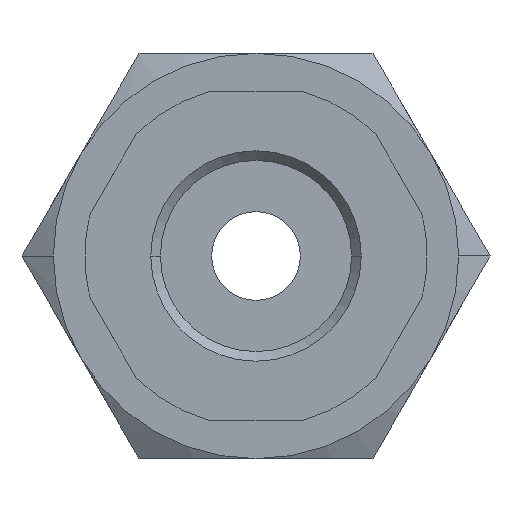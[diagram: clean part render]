
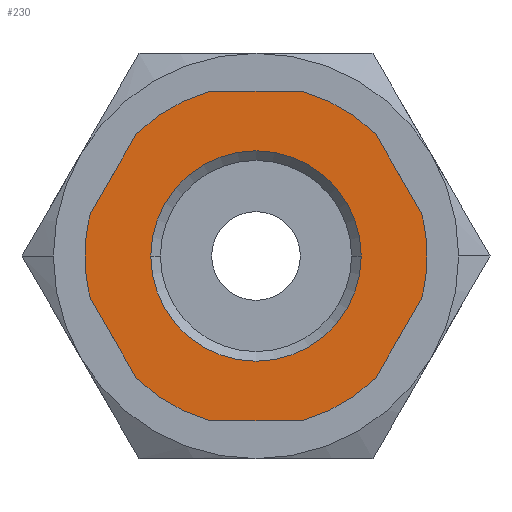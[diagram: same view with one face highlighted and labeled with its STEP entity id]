
A CAD part, front view. The second image highlights one B-rep face of the part: STEP entity #230.
In plain terms, the highlighted planar face has unit normal (0, -1, 0).
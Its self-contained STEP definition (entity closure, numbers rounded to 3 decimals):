
#230=ADVANCED_FACE('',(#465,#466),#467,.T.);
#465=FACE_BOUND('',#696,.T.);
#466=FACE_OUTER_BOUND('',#697,.T.);
#467=PLANE('',#698);
#696=EDGE_LOOP('',(#1266,#1267));
#697=EDGE_LOOP('',(#1268,#1269,#1270,#1271,#1272,#1273,#1274,#1275,#1276,#1277,#1278,#1279,#1280,#1281));
#698=AXIS2_PLACEMENT_3D('',#1282,#1283,#1284);
#1266=ORIENTED_EDGE('',*,*,#1427,.T.);
#1267=ORIENTED_EDGE('',*,*,#1544,.T.);
#1268=ORIENTED_EDGE('',*,*,#1495,.T.);
#1269=ORIENTED_EDGE('',*,*,#1466,.F.);
#1270=ORIENTED_EDGE('',*,*,#1539,.T.);
#1271=ORIENTED_EDGE('',*,*,#1334,.F.);
#1272=ORIENTED_EDGE('',*,*,#1478,.T.);
#1273=ORIENTED_EDGE('',*,*,#1528,.F.);
#1274=ORIENTED_EDGE('',*,*,#1366,.F.);
#1275=ORIENTED_EDGE('',*,*,#1488,.T.);
#1276=ORIENTED_EDGE('',*,*,#1513,.F.);
#1277=ORIENTED_EDGE('',*,*,#1504,.T.);
#1278=ORIENTED_EDGE('',*,*,#1415,.F.);
#1279=ORIENTED_EDGE('',*,*,#1456,.T.);
#1280=ORIENTED_EDGE('',*,*,#1482,.F.);
#1281=ORIENTED_EDGE('',*,*,#1502,.F.);
#1282=CARTESIAN_POINT('',(6.75,0.0,0.0));
#1283=DIRECTION('',(-0.0,-1.0,-0.0));
#1284=DIRECTION('',(-1.0,0.0,0.0));
#1334=EDGE_CURVE('',#1576,#1571,#1578,.T.);
#1366=EDGE_CURVE('',#1631,#1626,#1633,.T.);
#1415=EDGE_CURVE('',#1705,#1700,#1707,.T.);
#1427=EDGE_CURVE('',#1724,#1722,#1725,.T.);
#1456=EDGE_CURVE('',#1705,#1758,#1761,.T.);
#1466=EDGE_CURVE('',#1775,#1770,#1777,.T.);
#1478=EDGE_CURVE('',#1576,#1791,#1794,.T.);
#1482=EDGE_CURVE('',#1798,#1758,#1800,.T.);
#1488=EDGE_CURVE('',#1631,#1805,#1808,.T.);
#1495=EDGE_CURVE('',#1816,#1770,#1817,.T.);
#1502=EDGE_CURVE('',#1816,#1798,#1825,.T.);
#1504=EDGE_CURVE('',#1827,#1700,#1828,.T.);
#1513=EDGE_CURVE('',#1827,#1805,#1838,.T.);
#1528=EDGE_CURVE('',#1626,#1791,#1853,.T.);
#1539=EDGE_CURVE('',#1775,#1571,#1866,.T.);
#1544=EDGE_CURVE('',#1722,#1724,#1872,.T.);
#1571=VERTEX_POINT('',#1901);
#1576=VERTEX_POINT('',#1907);
#1578=CIRCLE('',#1910,13.5);
#1626=VERTEX_POINT('',#2010);
#1631=VERTEX_POINT('',#2016);
#1633=CIRCLE('',#2019,13.5);
#1700=VERTEX_POINT('',#2151);
#1705=VERTEX_POINT('',#2157);
#1707=CIRCLE('',#2160,13.5);
#1722=VERTEX_POINT('',#2189);
#1724=VERTEX_POINT('',#2192);
#1725=CIRCLE('',#2193,8.305);
#1758=VERTEX_POINT('',#2268);
#1761=LINE('',#2272,#2273);
#1770=VERTEX_POINT('',#2295);
#1775=VERTEX_POINT('',#2301);
#1777=CIRCLE('',#2304,13.5);
#1791=VERTEX_POINT('',#2340);
#1794=LINE('',#2344,#2345);
#1798=VERTEX_POINT('',#2350);
#1800=CIRCLE('',#2353,13.5);
#1805=VERTEX_POINT('',#2358);
#1808=LINE('',#2362,#2363);
#1816=VERTEX_POINT('',#2395);
#1817=LINE('',#2396,#2397);
#1825=CIRCLE('',#2407,13.5);
#1827=VERTEX_POINT('',#2409);
#1828=LINE('',#2410,#2411);
#1838=CIRCLE('',#2434,13.5);
#1853=CIRCLE('',#2482,13.5);
#1866=LINE('',#2498,#2499);
#1872=CIRCLE('',#2527,8.305);
#1901=CARTESIAN_POINT('',(3.64,0.0,-13.0));
#1907=CARTESIAN_POINT('',(9.438,0.0,-9.652));
#1910=AXIS2_PLACEMENT_3D('',#2561,#2562,#2563);
#2010=CARTESIAN_POINT('',(13.5,0.0,0.));
#2016=CARTESIAN_POINT('',(13.078,0.0,3.348));
#2019=AXIS2_PLACEMENT_3D('',#2604,#2605,#2606);
#2151=CARTESIAN_POINT('',(-3.64,0.0,13.0));
#2157=CARTESIAN_POINT('',(-9.438,0.0,9.652));
#2160=AXIS2_PLACEMENT_3D('',#2679,#2680,#2681);
#2189=CARTESIAN_POINT('',(8.305,0.0,0.));
#2192=CARTESIAN_POINT('',(-8.305,0.0,0.));
#2193=AXIS2_PLACEMENT_3D('',#2692,#2693,#2694);
#2268=CARTESIAN_POINT('',(-13.078,0.0,3.348));
#2272=CARTESIAN_POINT('',(-10.415,0.0,7.961));
#2273=VECTOR('',#2723,1.0);
#2295=CARTESIAN_POINT('',(-9.438,0.0,-9.652));
#2301=CARTESIAN_POINT('',(-3.64,0.0,-13.0));
#2304=AXIS2_PLACEMENT_3D('',#2734,#2735,#2736);
#2340=CARTESIAN_POINT('',(13.078,0.0,-3.348));
#2344=CARTESIAN_POINT('',(12.102,0.0,-5.039));
#2345=VECTOR('',#2750,1.0);
#2350=CARTESIAN_POINT('',(-13.5,0.0,0.));
#2353=AXIS2_PLACEMENT_3D('',#2753,#2754,#2755);
#2358=CARTESIAN_POINT('',(9.438,0.0,9.652));
#2362=CARTESIAN_POINT('',(12.102,0.0,5.039));
#2363=VECTOR('',#2763,1.0);
#2395=CARTESIAN_POINT('',(-13.078,0.0,-3.348));
#2396=CARTESIAN_POINT('',(-10.415,0.0,-7.961));
#2397=VECTOR('',#2766,1.0);
#2407=AXIS2_PLACEMENT_3D('',#2772,#2773,#2774);
#2409=CARTESIAN_POINT('',(3.64,0.0,13.0));
#2410=CARTESIAN_POINT('',(3.375,0.0,13.0));
#2411=VECTOR('',#2775,1.0);
#2434=AXIS2_PLACEMENT_3D('',#2784,#2785,#2786);
#2482=AXIS2_PLACEMENT_3D('',#2796,#2797,#2798);
#2498=CARTESIAN_POINT('',(3.375,0.0,-13.0));
#2499=VECTOR('',#2811,1.0);
#2527=AXIS2_PLACEMENT_3D('',#2812,#2813,#2814);
#2561=CARTESIAN_POINT('',(0.0,0.0,0.0));
#2562=DIRECTION('',(-0.0,1.0,0.0));
#2563=DIRECTION('',(1.0,0.0,0.0));
#2604=CARTESIAN_POINT('',(0.0,0.0,0.0));
#2605=DIRECTION('',(-0.0,1.0,0.0));
#2606=DIRECTION('',(1.0,0.0,0.0));
#2679=CARTESIAN_POINT('',(0.0,0.0,0.0));
#2680=DIRECTION('',(-0.0,1.0,0.0));
#2681=DIRECTION('',(1.0,0.0,0.0));
#2692=CARTESIAN_POINT('',(0.0,0.0,0.0));
#2693=DIRECTION('',(-0.0,1.0,0.0));
#2694=DIRECTION('',(1.0,0.0,0.0));
#2723=DIRECTION('',(-0.5,0.0,-0.866));
#2734=CARTESIAN_POINT('',(0.0,0.0,0.0));
#2735=DIRECTION('',(-0.0,1.0,0.0));
#2736=DIRECTION('',(1.0,0.0,0.0));
#2750=DIRECTION('',(0.5,-0.0,0.866));
#2753=CARTESIAN_POINT('',(0.0,0.0,0.0));
#2754=DIRECTION('',(-0.0,1.0,0.0));
#2755=DIRECTION('',(1.0,0.0,0.0));
#2763=DIRECTION('',(-0.5,0.0,0.866));
#2766=DIRECTION('',(0.5,0.0,-0.866));
#2772=CARTESIAN_POINT('',(0.0,0.0,0.0));
#2773=DIRECTION('',(-0.0,1.0,0.0));
#2774=DIRECTION('',(1.0,0.0,0.0));
#2775=DIRECTION('',(-1.0,0.0,0.));
#2784=CARTESIAN_POINT('',(0.0,0.0,0.0));
#2785=DIRECTION('',(-0.0,1.0,0.0));
#2786=DIRECTION('',(1.0,0.0,0.0));
#2796=CARTESIAN_POINT('',(0.0,0.0,0.0));
#2797=DIRECTION('',(-0.0,1.0,0.0));
#2798=DIRECTION('',(1.0,0.0,0.0));
#2811=DIRECTION('',(1.0,-0.0,0.0));
#2812=CARTESIAN_POINT('',(0.0,0.0,0.0));
#2813=DIRECTION('',(-0.0,1.0,0.0));
#2814=DIRECTION('',(1.0,0.0,0.0));
